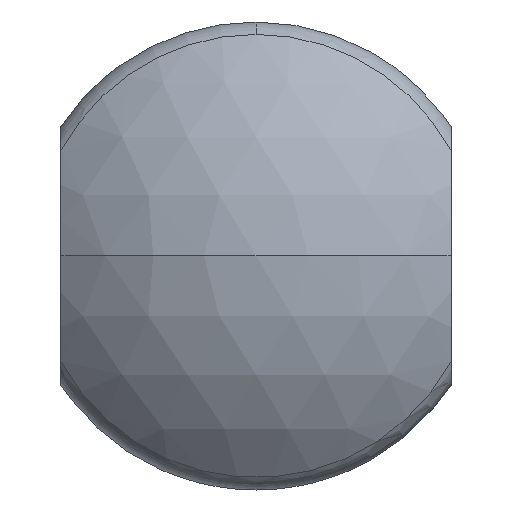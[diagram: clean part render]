
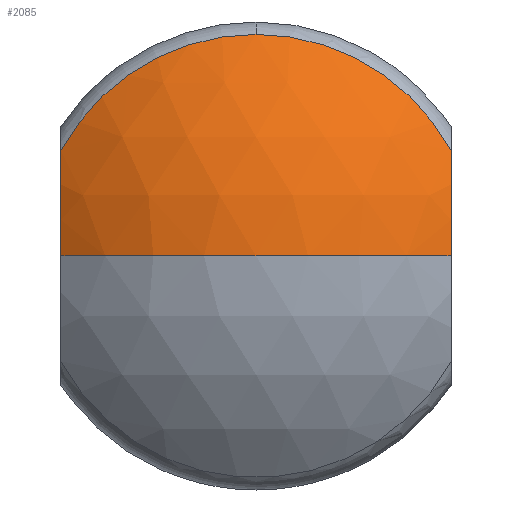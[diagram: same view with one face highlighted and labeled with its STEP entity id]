
A CAD part, front view. The second image highlights one B-rep face of the part: STEP entity #2085.
In plain terms, the highlighted spherical face has radius 25 mm.
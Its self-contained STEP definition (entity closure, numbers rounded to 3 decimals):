
#2 = VERTEX_POINT ( 'NONE', #133 ) ;
#133 = CARTESIAN_POINT ( 'NONE',  ( 15., -105., 0. ) ) ;
#171 = AXIS2_PLACEMENT_3D ( 'NONE', #3997, #3310, #3010 ) ;
#196 = AXIS2_PLACEMENT_3D ( 'NONE', #3202, #1274, #2589 ) ;
#269 = AXIS2_PLACEMENT_3D ( 'NONE', #949, #3846, #3231 ) ;
#317 = AXIS2_PLACEMENT_3D ( 'NONE', #2304, #3546, #2633 ) ;
#499 = EDGE_CURVE ( 'Defeature ausgef�hrt2_19+Defeature ausgef�hrt2_14+Defeature ausgef�hrt2_17+Defeature ausgef�hrt2_13', #1217, #2, #3953, .T. ) ;
#601 = EDGE_CURVE ( 'NONE', #2, #875, #1278, .T. ) ;
#629 = AXIS2_PLACEMENT_3D ( 'NONE', #3977, #3043, #2044 ) ;
#721 = AXIS2_PLACEMENT_3D ( 'NONE', #1609, #3228, #2542 ) ;
#731 = ORIENTED_EDGE ( 'NONE', *, *, #3288, .F. ) ;
#875 = VERTEX_POINT ( 'NONE', #3495 ) ;
#894 = ORIENTED_EDGE ( 'NONE', *, *, #601, .F. ) ;
#915 = CARTESIAN_POINT ( 'NONE',  ( -15., -103.288, 8.096 ) ) ;
#949 = CARTESIAN_POINT ( 'NONE',  ( 0., -85., 0. ) ) ;
#987 = EDGE_CURVE ( 'Defeature ausgef�hrt2_14+Defeature ausgef�hrt2_17+Defeature ausgef�hrt2_19+Defeature ausgef�hrt2_18', #2915, #1936, #2139, .T. ) ;
#1217 = VERTEX_POINT ( 'NONE', #3664 ) ;
#1274 = DIRECTION ( 'NONE',  ( 1., 0., 0. ) ) ;
#1278 = CIRCLE ( 'NONE', #269, 25. ) ;
#1344 = EDGE_CURVE ( 'Defeature ausgef�hrt2_14+Defeature ausgef�hrt2_17+Defeature ausgef�hrt2_19+Defeature ausgef�hrt2_18', #1217, #2915, #3192, .T. ) ;
#1358 = CIRCLE ( 'NONE', #629, 25. ) ;
#1609 = CARTESIAN_POINT ( 'NONE',  ( 0., -103.288, 0. ) ) ;
#1799 = CARTESIAN_POINT ( 'NONE',  ( 0., -103.288, 0. ) ) ;
#1857 = ORIENTED_EDGE ( 'NONE', *, *, #987, .T. ) ;
#1936 = VERTEX_POINT ( 'NONE', #915 ) ;
#1964 = ORIENTED_EDGE ( 'NONE', *, *, #3671, .T. ) ;
#2044 = DIRECTION ( 'NONE',  ( 1., 0., 0. ) ) ;
#2085 = ADVANCED_FACE ( 'Defeature ausgef�hrt2_14', ( #3444 ), #2930, .T. ) ;
#2139 = CIRCLE ( 'NONE', #721, 17.045 ) ;
#2150 = ORIENTED_EDGE ( 'NONE', *, *, #499, .F. ) ;
#2204 = VERTEX_POINT ( 'NONE', #3061 ) ;
#2208 = AXIS2_PLACEMENT_3D ( 'NONE', #1799, #2741, #3400 ) ;
#2304 = CARTESIAN_POINT ( 'NONE',  ( -15., -85., 0. ) ) ;
#2542 = DIRECTION ( 'NONE',  ( 0., 0., 1. ) ) ;
#2589 = DIRECTION ( 'NONE',  ( 0., 0., 1. ) ) ;
#2633 = DIRECTION ( 'NONE',  ( 0., 0., -1. ) ) ;
#2741 = DIRECTION ( 'NONE',  ( 0., -1., 0. ) ) ;
#2756 = CARTESIAN_POINT ( 'NONE',  ( 0., -103.288, 17.045 ) ) ;
#2915 = VERTEX_POINT ( 'NONE', #2756 ) ;
#2930 = SPHERICAL_SURFACE ( 'NONE', #171, 25. ) ;
#3010 = DIRECTION ( 'NONE',  ( 1., 0., 0. ) ) ;
#3043 = DIRECTION ( 'NONE',  ( 0., 0., 1. ) ) ;
#3061 = CARTESIAN_POINT ( 'NONE',  ( -15., -105., 0. ) ) ;
#3192 = CIRCLE ( 'NONE', #2208, 17.045 ) ;
#3202 = CARTESIAN_POINT ( 'NONE',  ( 15., -85., 0. ) ) ;
#3228 = DIRECTION ( 'NONE',  ( 0., -1., 0. ) ) ;
#3231 = DIRECTION ( 'NONE',  ( 0., 1., 0. ) ) ;
#3288 = EDGE_CURVE ( 'Defeature ausgef�hrt2_18+Defeature ausgef�hrt2_14+Defeature ausgef�hrt2_13+Defeature ausgef�hrt2_17', #2204, #1936, #3988, .T. ) ;
#3310 = DIRECTION ( 'NONE',  ( 0., 0., 1. ) ) ;
#3333 = EDGE_LOOP ( 'NONE', ( #731, #1964, #894, #2150, #3473, #1857 ) ) ;
#3400 = DIRECTION ( 'NONE',  ( 0., 0., 1. ) ) ;
#3444 = FACE_OUTER_BOUND ( 'NONE', #3333, .T. ) ;
#3473 = ORIENTED_EDGE ( 'NONE', *, *, #1344, .T. ) ;
#3495 = CARTESIAN_POINT ( 'NONE',  ( 0., -110., 0. ) ) ;
#3546 = DIRECTION ( 'NONE',  ( -1., 0., 0. ) ) ;
#3664 = CARTESIAN_POINT ( 'NONE',  ( 15., -103.288, 8.096 ) ) ;
#3671 = EDGE_CURVE ( 'NONE', #2204, #875, #1358, .T. ) ;
#3846 = DIRECTION ( 'NONE',  ( 0., 0., -1. ) ) ;
#3953 = CIRCLE ( 'NONE', #196, 20. ) ;
#3977 = CARTESIAN_POINT ( 'NONE',  ( 0., -85., 0. ) ) ;
#3988 = CIRCLE ( 'NONE', #317, 20. ) ;
#3997 = CARTESIAN_POINT ( 'NONE',  ( 0., -85., 0. ) ) ;
